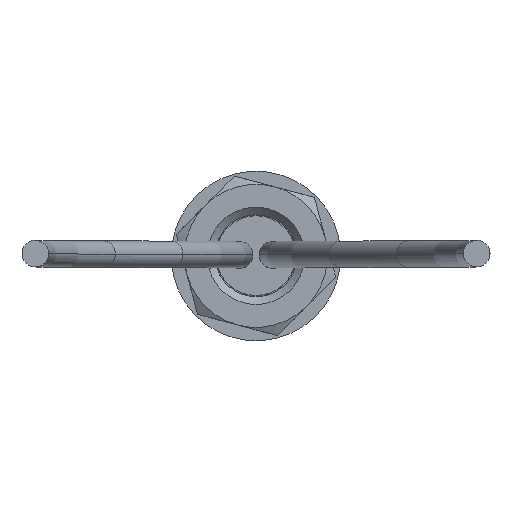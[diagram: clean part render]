
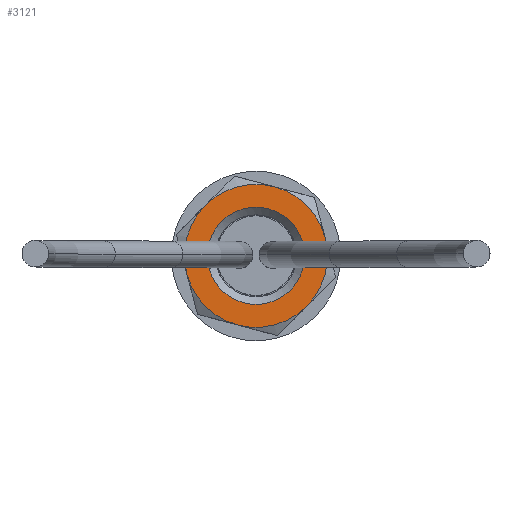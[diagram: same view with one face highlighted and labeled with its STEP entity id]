
A CAD part, top view. The second image highlights one B-rep face of the part: STEP entity #3121.
In plain terms, the highlighted planar face has unit normal (0, 0, 1).
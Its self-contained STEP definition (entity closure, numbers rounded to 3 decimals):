
#682=CARTESIAN_POINT('',(2.475,-2.474,13.432));
#704=CARTESIAN_POINT('',(0.,0.,13.432));
#705=DIRECTION('',(0.,0.,-1.));
#706=DIRECTION('',(0.707,-0.707,0.));
#707=AXIS2_PLACEMENT_3D('',#704,#705,#706);
#709=CARTESIAN_POINT('',(0.,0.,13.432));
#710=DIRECTION('',(0.,0.,-1.));
#711=DIRECTION('',(0.259,-0.966,0.));
#712=AXIS2_PLACEMENT_3D('',#709,#710,#711);
#714=CARTESIAN_POINT('',(0.,0.,13.432));
#715=DIRECTION('',(0.,0.,-1.));
#716=DIRECTION('',(-0.259,-0.966,0.));
#717=AXIS2_PLACEMENT_3D('',#714,#715,#716);
#719=CARTESIAN_POINT('',(0.,0.,13.432));
#720=DIRECTION('',(0.,0.,-1.));
#721=DIRECTION('',(-0.966,-0.259,0.));
#722=AXIS2_PLACEMENT_3D('',#719,#720,#721);
#724=CARTESIAN_POINT('',(0.,0.,13.432));
#725=DIRECTION('',(0.,0.,-1.));
#726=DIRECTION('',(-0.707,0.707,0.));
#727=AXIS2_PLACEMENT_3D('',#724,#725,#726);
#729=CARTESIAN_POINT('',(0.,0.,13.432));
#730=DIRECTION('',(0.,0.,-1.));
#731=DIRECTION('',(-0.259,0.966,0.));
#732=AXIS2_PLACEMENT_3D('',#729,#730,#731);
#734=CARTESIAN_POINT('',(0.,0.,13.432));
#735=DIRECTION('',(0.,0.,-1.));
#736=DIRECTION('',(0.259,0.966,0.));
#737=AXIS2_PLACEMENT_3D('',#734,#735,#736);
#739=CARTESIAN_POINT('',(0.,0.,13.432));
#740=DIRECTION('',(0.,0.,-1.));
#741=DIRECTION('',(0.966,0.259,0.));
#742=AXIS2_PLACEMENT_3D('',#739,#740,#741);
#744=CARTESIAN_POINT('',(-0.905,-3.381,
13.432));
#766=CARTESIAN_POINT('',(-3.381,-0.906,
13.432));
#788=CARTESIAN_POINT('',(-2.475,2.474,13.432));
#810=CARTESIAN_POINT('',(0.905,3.381,13.432));
#832=CARTESIAN_POINT('',(3.381,0.906,13.432));
#854=CARTESIAN_POINT('',(0.,0.,13.432));
#855=DIRECTION('',(0.,0.,-1.));
#856=DIRECTION('',(-0.966,-0.259,0.));
#857=AXIS2_PLACEMENT_3D('',#854,#855,#856);
#891=CARTESIAN_POINT('',(0.,0.,13.432));
#892=DIRECTION('',(0.,0.,-1.));
#893=DIRECTION('',(0.966,0.259,0.));
#894=AXIS2_PLACEMENT_3D('',#891,#892,#893);
#2014=VERTEX_POINT('',#744);
#2019=VERTEX_POINT('',#766);
#2023=VERTEX_POINT('',#788);
#2027=VERTEX_POINT('',#810);
#2031=VERTEX_POINT('',#832);
#2032=VERTEX_POINT('',#682);
#2033=CARTESIAN_POINT('',(0.906,-3.381,
13.432));
#2034=VERTEX_POINT('',#2033);
#2035=CARTESIAN_POINT('',(-0.906,3.381,
13.432));
#2036=VERTEX_POINT('',#2035);
#2053=CARTESIAN_POINT('',(2.299,0.616,13.432));
#2054=VERTEX_POINT('',#2053);
#2055=CARTESIAN_POINT('',(-2.299,-0.616,
13.432));
#2056=VERTEX_POINT('',#2055);
#3094=CARTESIAN_POINT('',(0.,0.,13.432));
#3095=DIRECTION('',(0.,0.,-1.));
#3096=DIRECTION('',(0.966,0.259,0.));
#3097=AXIS2_PLACEMENT_3D('',#3094,#3095,#3096);
#3098=PLANE('',#3097);
#3099=ORIENTED_EDGE('',*,*,#3082,.T.);
#3100=ORIENTED_EDGE('',*,*,#3080,.T.);
#3102=ORIENTED_EDGE('',*,*,#3101,.T.);
#3104=ORIENTED_EDGE('',*,*,#3103,.T.);
#3106=ORIENTED_EDGE('',*,*,#3105,.T.);
#3108=ORIENTED_EDGE('',*,*,#3107,.T.);
#3110=ORIENTED_EDGE('',*,*,#3109,.T.);
#3112=ORIENTED_EDGE('',*,*,#3111,.T.);
#3113=EDGE_LOOP('',(#3099,#3100,#3102,#3104,#3106,#3108,#3110,#3112));
#3114=FACE_OUTER_BOUND('',#3113,.F.);
#3116=ORIENTED_EDGE('',*,*,#3115,.F.);
#3118=ORIENTED_EDGE('',*,*,#3117,.F.);
#3119=EDGE_LOOP('',(#3116,#3118));
#3120=FACE_BOUND('',#3119,.F.);
#3121=ADVANCED_FACE('',(#3114,#3120),#3098,.F.);
#708=CIRCLE('',#707,3.5);
#713=CIRCLE('',#712,3.5);
#718=CIRCLE('',#717,3.5);
#723=CIRCLE('',#722,3.5);
#728=CIRCLE('',#727,3.5);
#733=CIRCLE('',#732,3.5);
#738=CIRCLE('',#737,3.5);
#743=CIRCLE('',#742,3.5);
#858=CIRCLE('',#857,2.38);
#895=CIRCLE('',#894,2.38);
#3080=EDGE_CURVE('',#2034,#2014,#713,.T.);
#3082=EDGE_CURVE('',#2032,#2034,#708,.T.);
#3101=EDGE_CURVE('',#2014,#2019,#718,.T.);
#3103=EDGE_CURVE('',#2019,#2023,#723,.T.);
#3105=EDGE_CURVE('',#2023,#2036,#728,.T.);
#3107=EDGE_CURVE('',#2036,#2027,#733,.T.);
#3109=EDGE_CURVE('',#2027,#2031,#738,.T.);
#3111=EDGE_CURVE('',#2031,#2032,#743,.T.);
#3115=EDGE_CURVE('',#2056,#2054,#858,.T.);
#3117=EDGE_CURVE('',#2054,#2056,#895,.T.);
